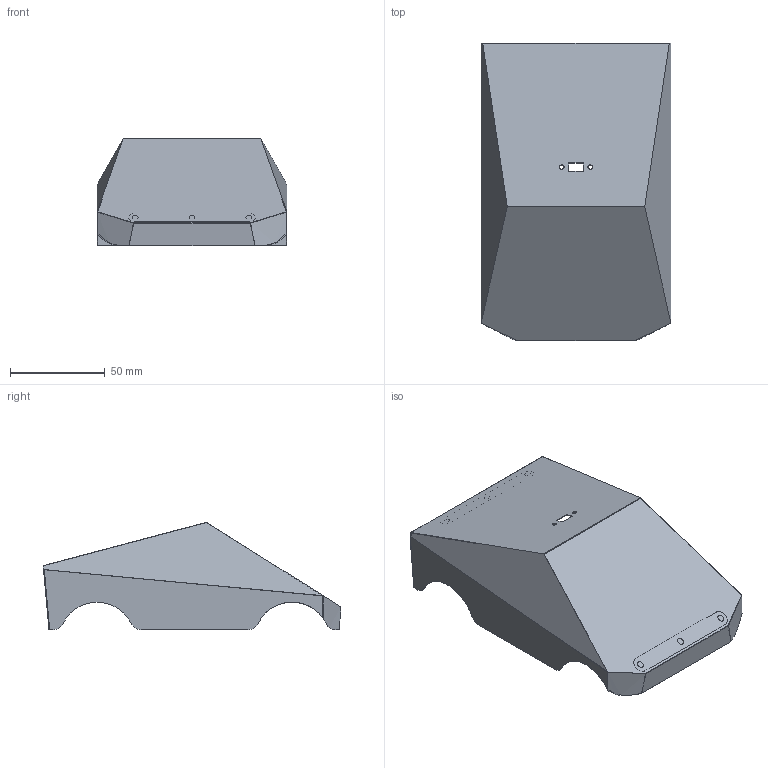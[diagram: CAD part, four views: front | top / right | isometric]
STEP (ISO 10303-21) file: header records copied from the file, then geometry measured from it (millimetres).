
FILE_DESCRIPTION(/* description */ ('','CAx-IF Rec.Pracs.---Representation and Presentation of Product Manufacturing Information (PMI)---4.0---2014-10-13'),/* implementation_level */ '2;1');
FILE_NAME(/* name */ 'Chassis_Cover.step',/* time_stamp */ '2025-02-23T18:44:14-08:00',/* author */ (''),/* organization */ (''),/* preprocessor_version */ 'ST-DEVELOPER v20',/* originating_system */ 'Autodesk Translation Framework v13.20.0.188',/* authorisation */ '');
FILE_SCHEMA (('AP242_MANAGED_MODEL_BASED_3D_ENGINEERING_MIM_LF { 1 0 10303 442 1 1 4 }'));
Length unit declared in the file: millimetre
Products named in the file (2): Waterjet_Chassis; Tesla Cyber Track
Assembly tree (1 placements, depth 2):
  Waterjet_Chassis
    Tesla Cyber Track
Bounding box: 100.08 x 156.93 x 56.61 mm (x, y, z)
Volume: 17280.1 mm3; surface area: 62744.7 mm2
Topology: 1 solids, 1 shells, 64 faces, 160 edges, 106 vertices
Faces by surface type: plane 36, cylinder 24, bspline 4
Full cylindrical faces by diameter (mm): 2.4 x2, 3.15 x6
Entity records: 2148 total; most frequent: CARTESIAN_POINT 553, ORIENTED_EDGE 320, DIRECTION 308, EDGE_CURVE 160, AXIS2_PLACEMENT_3D 107, VERTEX_POINT 106, LINE 94, VECTOR 94
